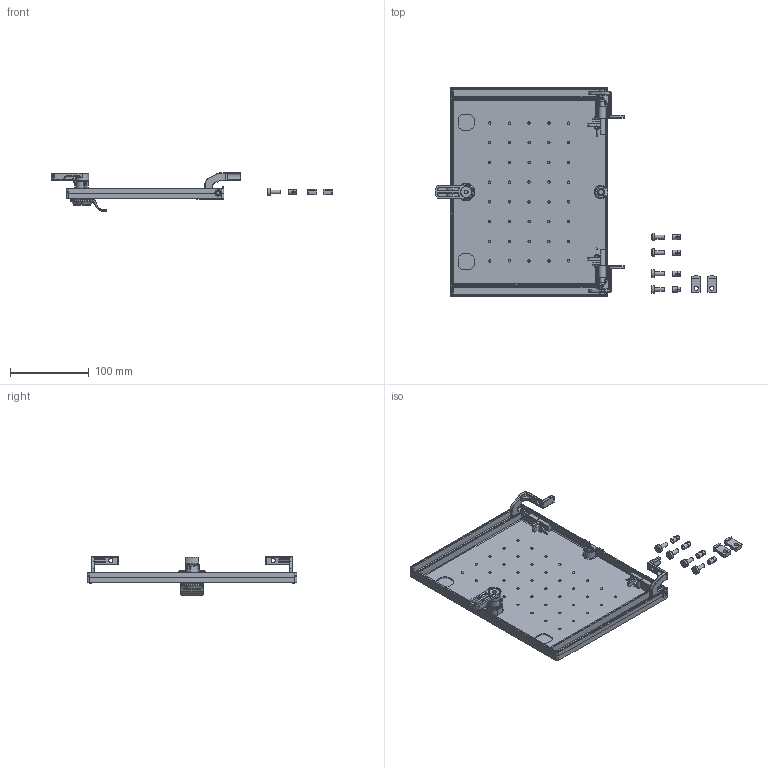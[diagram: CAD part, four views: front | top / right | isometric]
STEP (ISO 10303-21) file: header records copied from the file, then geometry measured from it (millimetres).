
FILE_DESCRIPTION(/* description */ (''),/* implementation_level */ '2;1');
FILE_NAME(/* name */ 'PS IT 321.stp',/* time_stamp */ '2022-03-08T07:15:23+01:00',/* author */ ('ahermoni'),/* organization */ (''),/* preprocessor_version */ 'ST-DEVELOPER v18.1',/* originating_system */ 'Autodesk Inventor 2022',/* authorisation */ '');
FILE_SCHEMA (('AUTOMOTIVE_DESIGN { 1 0 10303 214 3 1 1 }'));
Length unit declared in the file: millimetre
Products named in the file (10): PS IT 321; Bauteil29; Bauteil29_1; Bauteil29_2; Bauteil29_3; Bauteil29_4; Bauteil29_5; Bauteil1; 46M5X11_CORPO; Bauteil29_6
Assembly tree (17 placements, depth 2):
  PS IT 321
    Bauteil29
    Bauteil29_1
    Bauteil29_2
    Bauteil29_3
    Bauteil29_4  x2
    Bauteil29_5
    Bauteil1  x4
    46M5X11_CORPO  x4
    Bauteil29_6  x2
Bounding box: 356.76 x 266.1 x 49.1 mm (x, y, z)
Volume: 214476.2 mm3; surface area: 163999.8 mm2
Topology: 20 solids, 20 shells, 1272 faces, 3101 edges, 1885 vertices
Faces by surface type: cylinder 444, plane 443, bspline 135, torus 99, cone 87, sphere 64
Full cylindrical faces by diameter (mm): 2 x1, 3.7 x1, 4.2 x4, 5 x4, 5.2 x4, 5.95 x2, 6 x2, 6.4 x2, 6.5 x4, 8 x4, 9 x2, 10 x1, 10.2 x1, 14 x2, 14.2 x1, 18.5 x1, 19.8 x1, 29 x1
Entity records: 41099 total; most frequent: CARTESIAN_POINT 17825, DIRECTION 4925, ORIENTED_EDGE 4742, EDGE_CURVE 2371, AXIS2_PLACEMENT_3D 1956, VERTEX_POINT 1441, EDGE_LOOP 1088, LINE 1013
